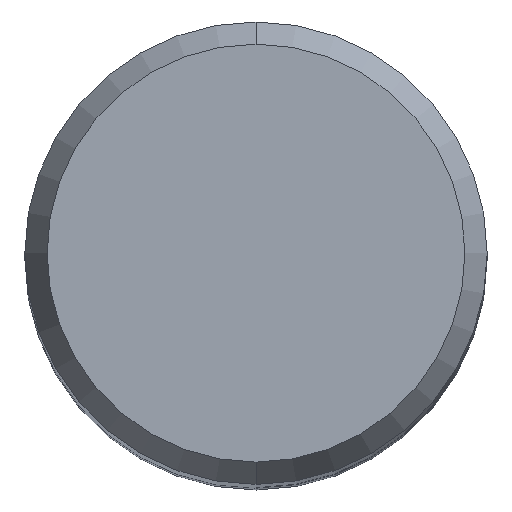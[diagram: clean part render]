
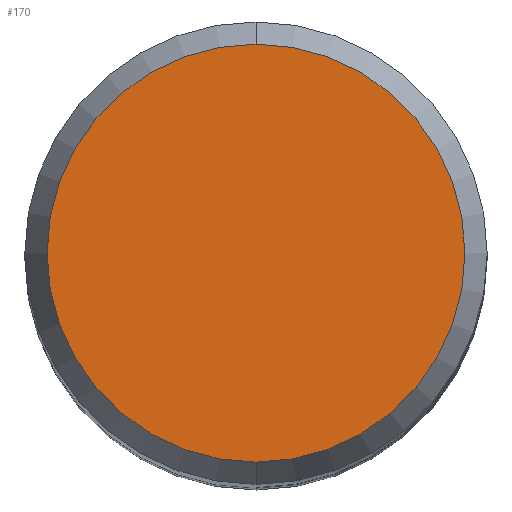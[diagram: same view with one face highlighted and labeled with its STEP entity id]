
A CAD part, top view. The second image highlights one B-rep face of the part: STEP entity #170.
In plain terms, the highlighted planar face has unit normal (0, 0, 1).
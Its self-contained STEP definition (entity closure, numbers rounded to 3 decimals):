
#92=VERTEX_POINT('',#214);
#98=EDGE_CURVE('',#134,#92,#221,.T.);
#134=VERTEX_POINT('',#264);
#160=EDGE_CURVE('',#92,#134,#294,.T.);
#170=ADVANCED_FACE('',(#304),#305,.T.);
#214=CARTESIAN_POINT('',(0.,-4.304,0.01));
#221=CIRCLE('',#352,4.304);
#264=CARTESIAN_POINT('',(0.0,4.304,0.01));
#294=CIRCLE('',#442,4.304);
#304=FACE_OUTER_BOUND('',#453,.T.);
#305=PLANE('',#454);
#352=AXIS2_PLACEMENT_3D('',#499,#500,#501);
#442=AXIS2_PLACEMENT_3D('',#605,#606,#607);
#453=EDGE_LOOP('',(#612,#613));
#454=AXIS2_PLACEMENT_3D('',#614,#615,#616);
#499=CARTESIAN_POINT('',(0.0,0.0,0.01));
#500=DIRECTION('',(0.0,0.0,-1.0));
#501=DIRECTION('',(0.0,1.0,0.0));
#605=CARTESIAN_POINT('',(0.0,0.0,0.01));
#606=DIRECTION('',(0.0,0.0,-1.0));
#607=DIRECTION('',(0.0,1.0,0.0));
#612=ORIENTED_EDGE('',*,*,#98,.F.);
#613=ORIENTED_EDGE('',*,*,#160,.F.);
#614=CARTESIAN_POINT('',(0.0,2.152,0.01));
#615=DIRECTION('',(-0.0,0.0,1.0));
#616=DIRECTION('',(0.0,-1.0,0.0));
